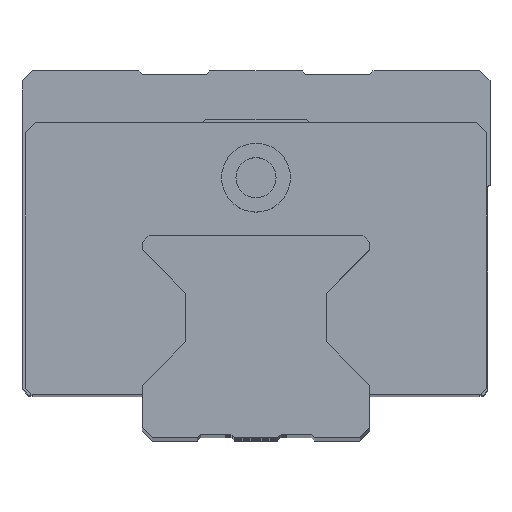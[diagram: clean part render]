
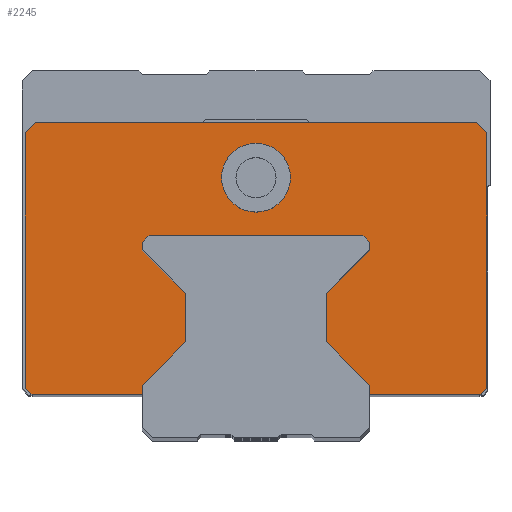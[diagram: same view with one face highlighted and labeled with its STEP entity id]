
A CAD part, top view. The second image highlights one B-rep face of the part: STEP entity #2245.
In plain terms, the highlighted planar face has unit normal (0, 0, 1).
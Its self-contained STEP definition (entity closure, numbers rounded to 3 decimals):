
#397=DIRECTION('',(1.,0.,0.));
#398=VECTOR('',#397,66.);
#399=CARTESIAN_POINT('',(-33.,47.2,75.75));
#400=LINE('',#399,#398);
#401=DIRECTION('',(0.707,-0.707,0.));
#402=VECTOR('',#401,2.121);
#403=CARTESIAN_POINT('',(33.,47.2,75.75));
#404=LINE('',#403,#402);
#405=DIRECTION('',(0.,-1.,0.));
#406=VECTOR('',#405,38.2);
#407=CARTESIAN_POINT('',(34.5,45.7,75.75));
#408=LINE('',#407,#406);
#409=DIRECTION('',(-0.707,-0.707,0.));
#410=VECTOR('',#409,1.414);
#411=CARTESIAN_POINT('',(34.5,7.5,75.75));
#412=LINE('',#411,#410);
#413=DIRECTION('',(-1.,0.,0.));
#414=VECTOR('',#413,16.5);
#415=CARTESIAN_POINT('',(33.5,6.5,75.75));
#416=LINE('',#415,#414);
#417=DIRECTION('',(0.,1.,0.));
#418=VECTOR('',#417,1.31);
#419=CARTESIAN_POINT('',(17.,6.5,75.75));
#420=LINE('',#419,#418);
#421=DIRECTION('',(-0.707,0.707,0.));
#422=VECTOR('',#421,9.192);
#423=CARTESIAN_POINT('',(17.,7.81,75.75));
#424=LINE('',#423,#422);
#425=DIRECTION('',(0.,1.,0.));
#426=VECTOR('',#425,7.29);
#427=CARTESIAN_POINT('',(10.5,14.31,75.75));
#428=LINE('',#427,#426);
#429=DIRECTION('',(0.707,0.707,0.));
#430=VECTOR('',#429,9.192);
#431=CARTESIAN_POINT('',(10.5,21.6,75.75));
#432=LINE('',#431,#430);
#433=DIRECTION('',(0.,1.,0.));
#434=VECTOR('',#433,1.1);
#435=CARTESIAN_POINT('',(17.,28.1,75.75));
#436=LINE('',#435,#434);
#437=DIRECTION('',(-0.707,0.707,0.));
#438=VECTOR('',#437,1.414);
#439=CARTESIAN_POINT('',(17.,29.2,75.75));
#440=LINE('',#439,#438);
#441=DIRECTION('',(-1.,0.,0.));
#442=VECTOR('',#441,32.);
#443=CARTESIAN_POINT('',(16.,30.2,75.75));
#444=LINE('',#443,#442);
#445=DIRECTION('',(-0.707,-0.707,0.));
#446=VECTOR('',#445,1.414);
#447=CARTESIAN_POINT('',(-16.,30.2,75.75));
#448=LINE('',#447,#446);
#449=DIRECTION('',(0.,-1.,0.));
#450=VECTOR('',#449,1.1);
#451=CARTESIAN_POINT('',(-17.,29.2,75.75));
#452=LINE('',#451,#450);
#453=DIRECTION('',(0.707,-0.707,0.));
#454=VECTOR('',#453,9.192);
#455=CARTESIAN_POINT('',(-17.,28.1,75.75));
#456=LINE('',#455,#454);
#457=DIRECTION('',(0.,-1.,0.));
#458=VECTOR('',#457,7.29);
#459=CARTESIAN_POINT('',(-10.5,21.6,75.75));
#460=LINE('',#459,#458);
#461=DIRECTION('',(-0.707,-0.707,0.));
#462=VECTOR('',#461,9.192);
#463=CARTESIAN_POINT('',(-10.5,14.31,75.75));
#464=LINE('',#463,#462);
#465=DIRECTION('',(0.,-1.,0.));
#466=VECTOR('',#465,1.31);
#467=CARTESIAN_POINT('',(-17.,7.81,75.75));
#468=LINE('',#467,#466);
#469=DIRECTION('',(-1.,0.,0.));
#470=VECTOR('',#469,16.5);
#471=CARTESIAN_POINT('',(-17.,6.5,75.75));
#472=LINE('',#471,#470);
#473=DIRECTION('',(-0.707,0.707,0.));
#474=VECTOR('',#473,1.414);
#475=CARTESIAN_POINT('',(-33.5,6.5,75.75));
#476=LINE('',#475,#474);
#477=DIRECTION('',(0.,1.,0.));
#478=VECTOR('',#477,38.2);
#479=CARTESIAN_POINT('',(-34.5,7.5,75.75));
#480=LINE('',#479,#478);
#481=DIRECTION('',(0.707,0.707,0.));
#482=VECTOR('',#481,2.121);
#483=CARTESIAN_POINT('',(-34.5,45.7,75.75));
#484=LINE('',#483,#482);
#485=CARTESIAN_POINT('',(0.,39.,75.75));
#486=DIRECTION('',(0.,0.,1.));
#487=DIRECTION('',(0.,-1.,0.));
#488=AXIS2_PLACEMENT_3D('',#485,#486,#487);
#490=CARTESIAN_POINT('',(0.,39.,75.75));
#491=DIRECTION('',(0.,0.,1.));
#492=DIRECTION('',(0.,1.,0.));
#493=AXIS2_PLACEMENT_3D('',#490,#491,#492);
#1353=CARTESIAN_POINT('',(33.5,6.5,75.75));
#1354=VERTEX_POINT('',#1353);
#1355=CARTESIAN_POINT('',(34.5,7.5,75.75));
#1356=VERTEX_POINT('',#1355);
#1361=CARTESIAN_POINT('',(34.5,45.7,75.75));
#1362=VERTEX_POINT('',#1361);
#1367=CARTESIAN_POINT('',(33.,47.2,75.75));
#1368=VERTEX_POINT('',#1367);
#1369=CARTESIAN_POINT('',(-33.,47.2,75.75));
#1370=VERTEX_POINT('',#1369);
#1387=CARTESIAN_POINT('',(17.,6.5,75.75));
#1388=VERTEX_POINT('',#1387);
#1389=CARTESIAN_POINT('',(17.,7.81,75.75));
#1390=VERTEX_POINT('',#1389);
#1391=CARTESIAN_POINT('',(10.5,14.31,75.75));
#1392=VERTEX_POINT('',#1391);
#1393=CARTESIAN_POINT('',(10.5,21.6,75.75));
#1394=VERTEX_POINT('',#1393);
#1395=CARTESIAN_POINT('',(17.,28.1,75.75));
#1396=VERTEX_POINT('',#1395);
#1397=CARTESIAN_POINT('',(17.,29.2,75.75));
#1398=VERTEX_POINT('',#1397);
#1399=CARTESIAN_POINT('',(16.,30.2,75.75));
#1400=VERTEX_POINT('',#1399);
#1401=CARTESIAN_POINT('',(-16.,30.2,75.75));
#1402=VERTEX_POINT('',#1401);
#1403=CARTESIAN_POINT('',(-17.,29.2,75.75));
#1404=VERTEX_POINT('',#1403);
#1405=CARTESIAN_POINT('',(-17.,28.1,75.75));
#1406=VERTEX_POINT('',#1405);
#1407=CARTESIAN_POINT('',(-10.5,21.6,75.75));
#1408=VERTEX_POINT('',#1407);
#1409=CARTESIAN_POINT('',(-10.5,14.31,75.75));
#1410=VERTEX_POINT('',#1409);
#1411=CARTESIAN_POINT('',(-17.,7.81,75.75));
#1412=VERTEX_POINT('',#1411);
#1413=CARTESIAN_POINT('',(-17.,6.5,75.75));
#1414=VERTEX_POINT('',#1413);
#1415=CARTESIAN_POINT('',(-33.5,6.5,75.75));
#1416=VERTEX_POINT('',#1415);
#1417=CARTESIAN_POINT('',(-34.5,7.5,75.75));
#1418=VERTEX_POINT('',#1417);
#1419=CARTESIAN_POINT('',(-34.5,45.7,75.75));
#1420=VERTEX_POINT('',#1419);
#1421=CARTESIAN_POINT('',(0.,33.85,75.75));
#1422=CARTESIAN_POINT('',(0.,44.15,75.75));
#1423=VERTEX_POINT('',#1421);
#1424=VERTEX_POINT('',#1422);
#2209=CARTESIAN_POINT('',(0.,0.,75.75));
#2210=DIRECTION('',(0.,0.,1.));
#2211=DIRECTION('',(1.,0.,0.));
#2212=AXIS2_PLACEMENT_3D('',#2209,#2210,#2211);
#2213=PLANE('',#2212);
#2214=ORIENTED_EDGE('',*,*,#2193,.T.);
#2216=ORIENTED_EDGE('',*,*,#2215,.T.);
#2217=ORIENTED_EDGE('',*,*,#1769,.T.);
#2218=ORIENTED_EDGE('',*,*,#1877,.T.);
#2219=ORIENTED_EDGE('',*,*,#1890,.T.);
#2220=ORIENTED_EDGE('',*,*,#1910,.T.);
#2221=ORIENTED_EDGE('',*,*,#1925,.T.);
#2222=ORIENTED_EDGE('',*,*,#1940,.T.);
#2223=ORIENTED_EDGE('',*,*,#1955,.T.);
#2224=ORIENTED_EDGE('',*,*,#1970,.T.);
#2225=ORIENTED_EDGE('',*,*,#1985,.T.);
#2226=ORIENTED_EDGE('',*,*,#2000,.T.);
#2227=ORIENTED_EDGE('',*,*,#2015,.T.);
#2228=ORIENTED_EDGE('',*,*,#2030,.T.);
#2229=ORIENTED_EDGE('',*,*,#2045,.T.);
#2230=ORIENTED_EDGE('',*,*,#2060,.T.);
#2231=ORIENTED_EDGE('',*,*,#2075,.T.);
#2232=ORIENTED_EDGE('',*,*,#2090,.T.);
#2233=ORIENTED_EDGE('',*,*,#2106,.T.);
#2234=ORIENTED_EDGE('',*,*,#2127,.T.);
#2235=ORIENTED_EDGE('',*,*,#2141,.T.);
#2236=ORIENTED_EDGE('',*,*,#2182,.T.);
#2237=EDGE_LOOP('',(#2214,#2216,#2217,#2218,#2219,#2220,#2221,#2222,#2223,#2224,
#2225,#2226,#2227,#2228,#2229,#2230,#2231,#2232,#2233,#2234,#2235,#2236));
#2238=FACE_OUTER_BOUND('',#2237,.F.);
#2240=ORIENTED_EDGE('',*,*,#2239,.T.);
#2242=ORIENTED_EDGE('',*,*,#2241,.T.);
#2243=EDGE_LOOP('',(#2240,#2242));
#2244=FACE_BOUND('',#2243,.F.);
#2245=ADVANCED_FACE('',(#2238,#2244),#2213,.T.);
#489=CIRCLE('',#488,5.15);
#494=CIRCLE('',#493,5.15);
#1769=EDGE_CURVE('',#1362,#1356,#408,.T.);
#1877=EDGE_CURVE('',#1356,#1354,#412,.T.);
#1890=EDGE_CURVE('',#1354,#1388,#416,.T.);
#1910=EDGE_CURVE('',#1388,#1390,#420,.T.);
#1925=EDGE_CURVE('',#1390,#1392,#424,.T.);
#1940=EDGE_CURVE('',#1392,#1394,#428,.T.);
#1955=EDGE_CURVE('',#1394,#1396,#432,.T.);
#1970=EDGE_CURVE('',#1396,#1398,#436,.T.);
#1985=EDGE_CURVE('',#1398,#1400,#440,.T.);
#2000=EDGE_CURVE('',#1400,#1402,#444,.T.);
#2015=EDGE_CURVE('',#1402,#1404,#448,.T.);
#2030=EDGE_CURVE('',#1404,#1406,#452,.T.);
#2045=EDGE_CURVE('',#1406,#1408,#456,.T.);
#2060=EDGE_CURVE('',#1408,#1410,#460,.T.);
#2075=EDGE_CURVE('',#1410,#1412,#464,.T.);
#2090=EDGE_CURVE('',#1412,#1414,#468,.T.);
#2106=EDGE_CURVE('',#1414,#1416,#472,.T.);
#2127=EDGE_CURVE('',#1416,#1418,#476,.T.);
#2141=EDGE_CURVE('',#1418,#1420,#480,.T.);
#2182=EDGE_CURVE('',#1420,#1370,#484,.T.);
#2193=EDGE_CURVE('',#1370,#1368,#400,.T.);
#2215=EDGE_CURVE('',#1368,#1362,#404,.T.);
#2239=EDGE_CURVE('',#1423,#1424,#489,.T.);
#2241=EDGE_CURVE('',#1424,#1423,#494,.T.);
